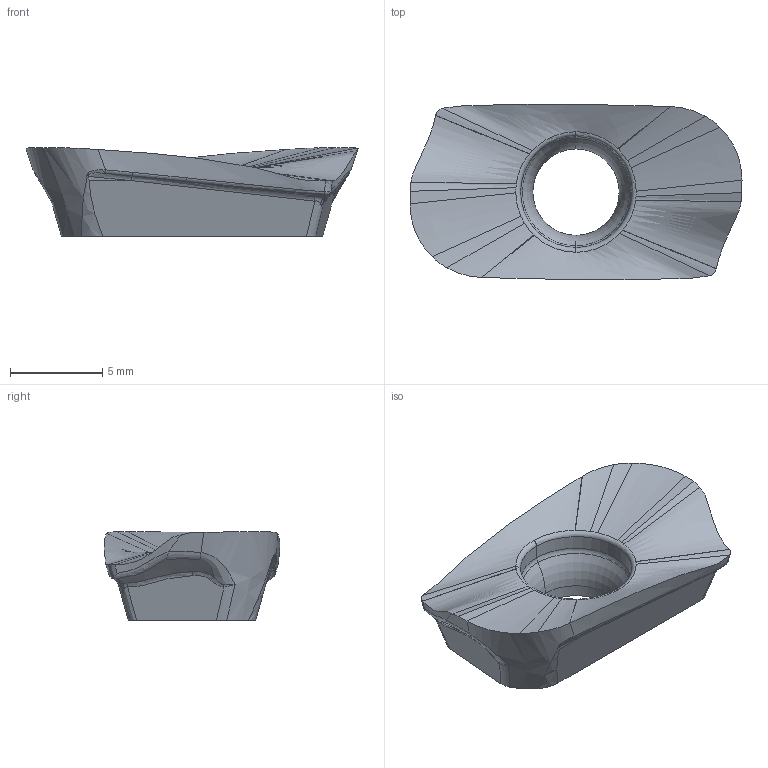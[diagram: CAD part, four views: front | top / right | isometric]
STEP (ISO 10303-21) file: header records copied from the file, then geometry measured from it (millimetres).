
FILE_DESCRIPTION(/* description */ (''),/* implementation_level */ '2;1');
FILE_NAME(/* name */ 'AOMT184840PEER-H.stp',/* time_stamp */ '2021-09-07T08:29:16+09:00',/* author */ (''),/* organization */ (''),/* preprocessor_version */ 'ST-DEVELOPER v16',/* originating_system */ 'SIEMENS PLM Software NX 10.0',/* authorisation */ '');
FILE_SCHEMA (('AUTOMOTIVE_DESIGN { 1 0 10303 214 3 1 1 1 }'));
Length unit declared in the file: millimetre
Products named in the file (1): AOMT184840PEER-H
Bounding box: 17.98 x 9.49 x 4.8 mm (x, y, z)
Volume: 383.8 mm3; surface area: 463.8 mm2
Topology: 1 solids, 1 shells, 94 faces, 272 edges, 202 vertices
Faces by surface type: bspline 73, plane 7, torus 6, cone 4, extrusion 2, cylinder 2
Entity records: 6545 total; most frequent: CARTESIAN_POINT 4576, ORIENTED_EDGE 494, EDGE_CURVE 247, B_SPLINE_CURVE_WITH_KNOTS 193, DIRECTION 171, VERTEX_POINT 154, EDGE_LOOP 95, ADVANCED_FACE 94
